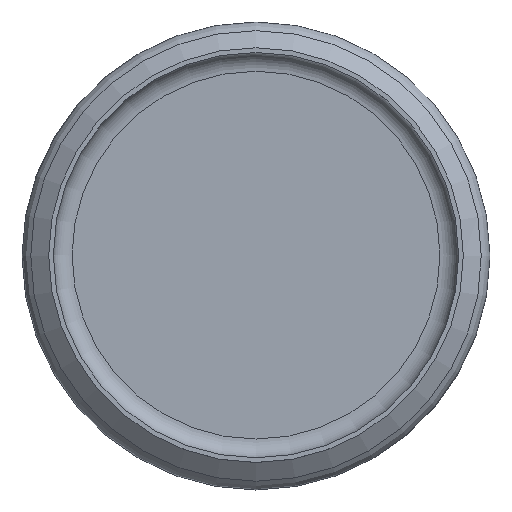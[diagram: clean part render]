
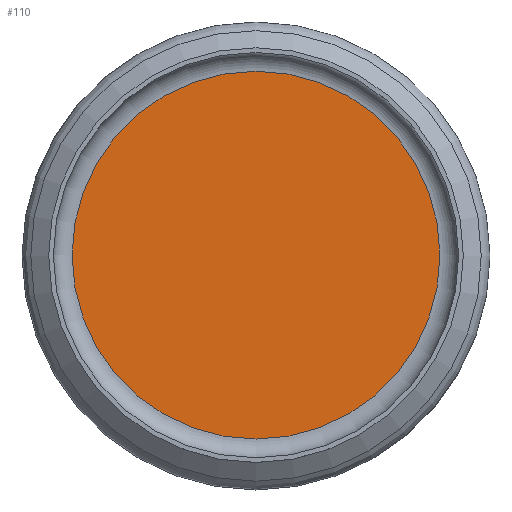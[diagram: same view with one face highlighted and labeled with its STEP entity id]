
A CAD part, top view. The second image highlights one B-rep face of the part: STEP entity #110.
In plain terms, the highlighted planar face has unit normal (0, 0, 1).
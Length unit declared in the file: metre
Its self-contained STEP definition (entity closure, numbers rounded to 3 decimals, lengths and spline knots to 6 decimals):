
#14=PLANE('',#141);
#31=ORIENTED_EDGE('',*,*,#44,.T.);
#44=EDGE_CURVE('',#53,#53,#62,.F.);
#53=VERTEX_POINT('',#211);
#62=CIRCLE('',#142,0.01965);
#76=EDGE_LOOP('',(#31));
#94=FACE_BOUND('',#76,.T.);
#110=ADVANCED_FACE('',(#94),#14,.F.);
#141=AXIS2_PLACEMENT_3D('',#209,#177,#178);
#142=AXIS2_PLACEMENT_3D('',#210,#179,#180);
#177=DIRECTION('',(0.,0.,-1.));
#178=DIRECTION('',(-1.,0.,0.));
#179=DIRECTION('',(0.,0.,-1.));
#180=DIRECTION('',(-1.,0.,0.));
#209=CARTESIAN_POINT('',(0.,-0.011075,0.));
#210=CARTESIAN_POINT('',(0.,0.,0.));
#211=CARTESIAN_POINT('',(-0.01965,0.,0.));
